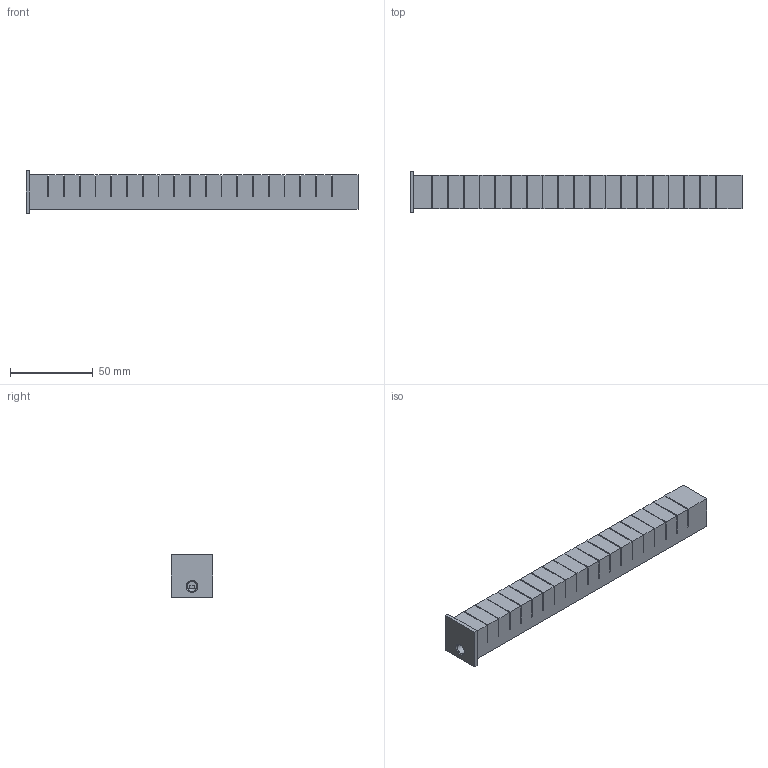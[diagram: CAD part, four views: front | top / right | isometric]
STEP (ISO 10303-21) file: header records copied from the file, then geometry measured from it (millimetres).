
FILE_DESCRIPTION(('CATIA V5 STEP Exchange'),'2;1');
FILE_NAME('Gripper_t3.0_d0.5_b16_l9_n20.stp','2017-05-18T19:24:06+00:00',('none'),('none'),'CATIA Version 5 Release 18 GA (IN-10)','CATIA V5 STEP AP203','none');
FILE_SCHEMA(('CONFIG_CONTROL_DESIGN'));
Length unit declared in the file: millimetre
Products named in the file (1): Gripper_t3.0_d0.5_b16_l9_n20
Bounding box: 200.1 x 25 x 25.5 mm (x, y, z)
Volume: 66496.6 mm3; surface area: 40126.3 mm2
Topology: 1 solids, 1 shells, 251 faces, 741 edges, 494 vertices
Faces by surface type: plane 245, cone 4, cylinder 2
Entity records: 7551 total; most frequent: ORIENTED_EDGE 1482, CARTESIAN_POINT 1399, DIRECTION 944, EDGE_CURVE 741, VECTOR 730, LINE 730, VERTEX_POINT 494, EDGE_LOOP 253
